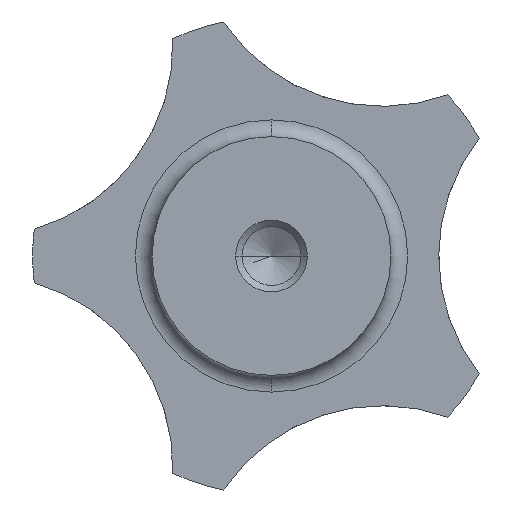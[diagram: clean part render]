
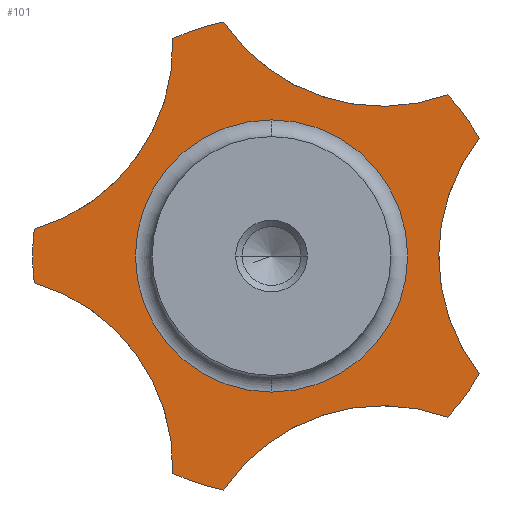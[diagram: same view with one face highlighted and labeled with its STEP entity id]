
A CAD part, front view. The second image highlights one B-rep face of the part: STEP entity #101.
In plain terms, the highlighted planar face has unit normal (0, -1, 0).
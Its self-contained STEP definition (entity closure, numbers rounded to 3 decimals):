
#101 = ADVANCED_FACE( '', ( #158, #159 ), #160, .T. );
#158 = FACE_OUTER_BOUND( '', #218, .T. );
#159 = FACE_BOUND( '', #219, .T. );
#160 = PLANE( '', #220 );
#218 = EDGE_LOOP( '', ( #427, #428, #429, #430, #431, #432, #433, #434, #435, #436, #437 ) );
#219 = EDGE_LOOP( '', ( #438, #439, #440 ) );
#220 = AXIS2_PLACEMENT_3D( '', #441, #442, #443 );
#427 = ORIENTED_EDGE( '', *, *, #495, .T. );
#428 = ORIENTED_EDGE( '', *, *, #529, .F. );
#429 = ORIENTED_EDGE( '', *, *, #490, .T. );
#430 = ORIENTED_EDGE( '', *, *, #523, .F. );
#431 = ORIENTED_EDGE( '', *, *, #484, .T. );
#432 = ORIENTED_EDGE( '', *, *, #521, .F. );
#433 = ORIENTED_EDGE( '', *, *, #470, .F. );
#434 = ORIENTED_EDGE( '', *, *, #507, .T. );
#435 = ORIENTED_EDGE( '', *, *, #522, .F. );
#436 = ORIENTED_EDGE( '', *, *, #501, .T. );
#437 = ORIENTED_EDGE( '', *, *, #524, .F. );
#438 = ORIENTED_EDGE( '', *, *, #527, .T. );
#439 = ORIENTED_EDGE( '', *, *, #462, .T. );
#440 = ORIENTED_EDGE( '', *, *, #528, .T. );
#441 = CARTESIAN_POINT( '', ( 15.7, 14., 0. ) );
#442 = DIRECTION( '', ( 0., -1., 0. ) );
#443 = DIRECTION( '', ( -1., 0., 0. ) );
#462 = EDGE_CURVE( '', #532, #538, #540, .T. );
#470 = EDGE_CURVE( '', #553, #549, #555, .T. );
#484 = EDGE_CURVE( '', #578, #575, #579, .T. );
#490 = EDGE_CURVE( '', #590, #587, #591, .T. );
#495 = EDGE_CURVE( '', #599, #600, #601, .T. );
#501 = EDGE_CURVE( '', #611, #612, #613, .T. );
#507 = EDGE_CURVE( '', #553, #623, #624, .T. );
#521 = EDGE_CURVE( '', #549, #575, #641, .T. );
#522 = EDGE_CURVE( '', #611, #623, #642, .T. );
#523 = EDGE_CURVE( '', #578, #587, #643, .T. );
#524 = EDGE_CURVE( '', #599, #612, #644, .T. );
#527 = EDGE_CURVE( '', #647, #532, #648, .T. );
#528 = EDGE_CURVE( '', #538, #647, #649, .T. );
#529 = EDGE_CURVE( '', #590, #600, #650, .T. );
#532 = VERTEX_POINT( '', #653 );
#538 = VERTEX_POINT( '', #659 );
#540 = CIRCLE( '', #661, 11.4 );
#549 = VERTEX_POINT( '', #672 );
#553 = VERTEX_POINT( '', #677 );
#555 = CIRCLE( '', #684, 20. );
#575 = VERTEX_POINT( '', #710 );
#578 = VERTEX_POINT( '', #718 );
#579 = CIRCLE( '', #719, 16. );
#587 = VERTEX_POINT( '', #757 );
#590 = VERTEX_POINT( '', #765 );
#591 = CIRCLE( '', #766, 16. );
#599 = VERTEX_POINT( '', #804 );
#600 = VERTEX_POINT( '', #805 );
#601 = CIRCLE( '', #806, 16. );
#611 = VERTEX_POINT( '', #851 );
#612 = VERTEX_POINT( '', #852 );
#613 = CIRCLE( '', #853, 16. );
#623 = VERTEX_POINT( '', #898 );
#624 = CIRCLE( '', #899, 16. );
#641 = CIRCLE( '', #946, 20. );
#642 = CIRCLE( '', #947, 20. );
#643 = CIRCLE( '', #948, 20. );
#644 = CIRCLE( '', #949, 20. );
#647 = VERTEX_POINT( '', #952 );
#648 = CIRCLE( '', #953, 11.4 );
#649 = CIRCLE( '', #954, 11.4 );
#650 = CIRCLE( '', #955, 20. );
#653 = CARTESIAN_POINT( '', ( 0., 14., -11.4 ) );
#659 = CARTESIAN_POINT( '', ( 0., 14., 11.4 ) );
#661 = AXIS2_PLACEMENT_3D( '', #969, #970, #971 );
#672 = CARTESIAN_POINT( '', ( -20., 14., 0. ) );
#677 = CARTESIAN_POINT( '', ( -19.873, 14., -2.25 ) );
#684 = AXIS2_PLACEMENT_3D( '', #984, #985, #986 );
#710 = CARTESIAN_POINT( '', ( -19.873, 14., 2.25 ) );
#718 = CARTESIAN_POINT( '', ( -8.281, 14., 18.205 ) );
#719 = AXIS2_PLACEMENT_3D( '', #1011, #1012, #1013 );
#757 = CARTESIAN_POINT( '', ( -4.002, 14., 19.596 ) );
#765 = CARTESIAN_POINT( '', ( 14.755, 14., 13.501 ) );
#766 = AXIS2_PLACEMENT_3D( '', #1014, #1015, #1016 );
#804 = CARTESIAN_POINT( '', ( 17.4, 14., -9.861 ) );
#805 = CARTESIAN_POINT( '', ( 17.4, 14., 9.861 ) );
#806 = AXIS2_PLACEMENT_3D( '', #1017, #1018, #1019 );
#851 = CARTESIAN_POINT( '', ( -4.002, 14., -19.596 ) );
#852 = CARTESIAN_POINT( '', ( 14.755, 14., -13.501 ) );
#853 = AXIS2_PLACEMENT_3D( '', #1020, #1021, #1022 );
#898 = CARTESIAN_POINT( '', ( -8.281, 14., -18.205 ) );
#899 = AXIS2_PLACEMENT_3D( '', #1023, #1024, #1025 );
#946 = AXIS2_PLACEMENT_3D( '', #1053, #1054, #1055 );
#947 = AXIS2_PLACEMENT_3D( '', #1056, #1057, #1058 );
#948 = AXIS2_PLACEMENT_3D( '', #1059, #1060, #1061 );
#949 = AXIS2_PLACEMENT_3D( '', #1062, #1063, #1064 );
#952 = CARTESIAN_POINT( '', ( 11.4, 14., 0. ) );
#953 = AXIS2_PLACEMENT_3D( '', #1071, #1072, #1073 );
#954 = AXIS2_PLACEMENT_3D( '', #1074, #1075, #1076 );
#955 = AXIS2_PLACEMENT_3D( '', #1077, #1078, #1079 );
#969 = CARTESIAN_POINT( '', ( 0., 14., 0. ) );
#970 = DIRECTION( '', ( 0., 1., 0. ) );
#971 = DIRECTION( '', ( 1., 0., 0. ) );
#984 = CARTESIAN_POINT( '', ( 0., 14., 0. ) );
#985 = DIRECTION( '', ( 0., 1., 0. ) );
#986 = DIRECTION( '', ( 1., 0., 0. ) );
#1011 = CARTESIAN_POINT( '', ( -24.271, 14., 17.634 ) );
#1012 = DIRECTION( '', ( 0., 1., 0. ) );
#1013 = DIRECTION( '', ( 0.275, 0., -0.961 ) );
#1014 = CARTESIAN_POINT( '', ( 9.271, 14., 28.532 ) );
#1015 = DIRECTION( '', ( 0., 1., 0. ) );
#1016 = DIRECTION( '', ( -0.83, 0., -0.559 ) );
#1017 = CARTESIAN_POINT( '', ( 30., 14., 0. ) );
#1018 = DIRECTION( '', ( 0., 1., 0. ) );
#1019 = DIRECTION( '', ( -0.788, 0., 0.616 ) );
#1020 = CARTESIAN_POINT( '', ( 9.271, 14., -28.532 ) );
#1021 = DIRECTION( '', ( 0., 1., 0. ) );
#1022 = DIRECTION( '', ( 0.343, 0., 0.939 ) );
#1023 = CARTESIAN_POINT( '', ( -24.271, 14., -17.634 ) );
#1024 = DIRECTION( '', ( 0., 1., 0. ) );
#1025 = DIRECTION( '', ( 0.999, 0., -0.036 ) );
#1053 = CARTESIAN_POINT( '', ( 0., 14., 0. ) );
#1054 = DIRECTION( '', ( 0., 1., 0. ) );
#1055 = DIRECTION( '', ( 1., 0., 0. ) );
#1056 = CARTESIAN_POINT( '', ( 0., 14., 0. ) );
#1057 = DIRECTION( '', ( 0., 1., 0. ) );
#1058 = DIRECTION( '', ( 1., 0., 0. ) );
#1059 = CARTESIAN_POINT( '', ( 0., 14., 0. ) );
#1060 = DIRECTION( '', ( 0., 1., 0. ) );
#1061 = DIRECTION( '', ( 1., 0., 0. ) );
#1062 = CARTESIAN_POINT( '', ( 0., 14., 0. ) );
#1063 = DIRECTION( '', ( 0., 1., 0. ) );
#1064 = DIRECTION( '', ( 1., 0., 0. ) );
#1071 = CARTESIAN_POINT( '', ( 0., 14., 0. ) );
#1072 = DIRECTION( '', ( 0., 1., 0. ) );
#1073 = DIRECTION( '', ( 1., 0., 0. ) );
#1074 = CARTESIAN_POINT( '', ( 0., 14., 0. ) );
#1075 = DIRECTION( '', ( 0., 1., 0. ) );
#1076 = DIRECTION( '', ( 1., 0., 0. ) );
#1077 = CARTESIAN_POINT( '', ( 0., 14., 0. ) );
#1078 = DIRECTION( '', ( 0., 1., 0. ) );
#1079 = DIRECTION( '', ( 1., 0., 0. ) );
